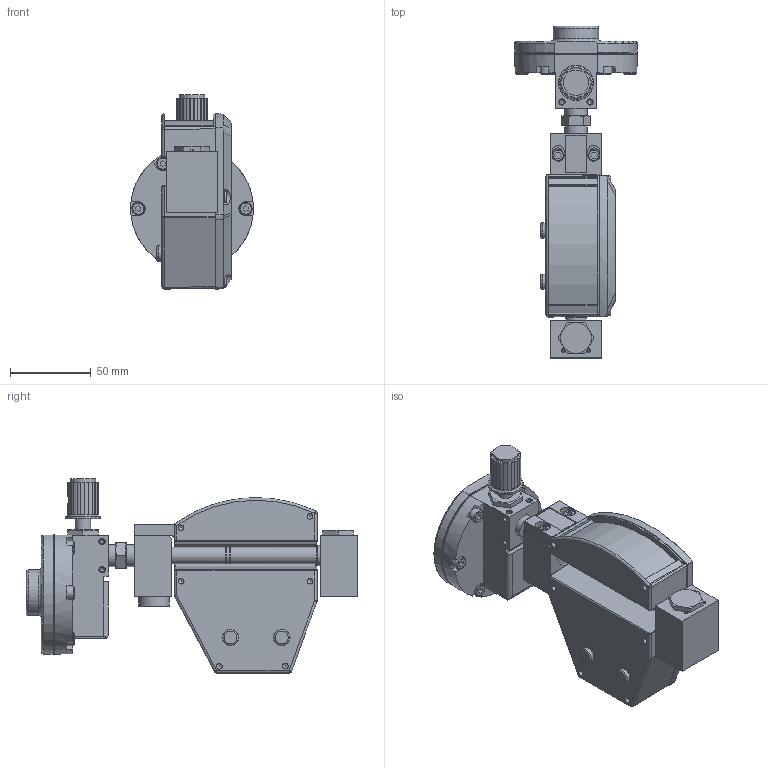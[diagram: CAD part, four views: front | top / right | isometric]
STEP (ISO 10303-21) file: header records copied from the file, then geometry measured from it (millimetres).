
FILE_DESCRIPTION(/* description */ (''),/* implementation_level */ '2;1');
FILE_NAME(/* name */ '',/* time_stamp */ '2013-08-06T09:13:11+02:00',/* author */ (''),/* organization */ (''),/* preprocessor_version */ 'ST-DEVELOPER v14',/* originating_system */ 'SIEMENS PLM Software NX 8.0',/* authorisation */ '');
FILE_SCHEMA (('CONFIG_CONTROL_DESIGN'));
Length unit declared in the file: millimetre
Products named in the file (1): 3750_std_8900_1_4_npt
Bounding box: 76.2 x 206 x 120.53 mm (x, y, z)
Volume: 285031.7 mm3; surface area: 141821.4 mm2
Topology: 26 solids, 27 shells, 1054 faces, 2580 edges, 1649 vertices
Faces by surface type: plane 456, cylinder 315, cone 141, bspline 76, torus 60, sphere 6
Full cylindrical faces by diameter (mm): 1.664 x2, 2.184 x1, 2.362 x2, 2.778 x1, 2.86 x10, 3.454 x4, 3.52 x9, 3.967 x6, 4.013 x1, 4.036 x2, 4.181 x6, 4.369 x4, 4.643 x6, 4.841 x2, 5.461 x12, 5.563 x1, 6.35 x3, 6.858 x6, 7.087 x1, 7.925 x1, 7.938 x6, 9.5 x1, 9.652 x1, 9.906 x1, 10.185 x2, 10.236 x1, 10.3 x1, 10.338 x3, 10.376 x1, 10.693 x2
Entity records: 32148 total; most frequent: CARTESIAN_POINT 8678, DIRECTION 4831, ORIENTED_EDGE 4520, EDGE_CURVE 2260, AXIS2_PLACEMENT_3D 1918, VERTEX_POINT 1597, EDGE_LOOP 1432, ADVANCED_FACE 1054
